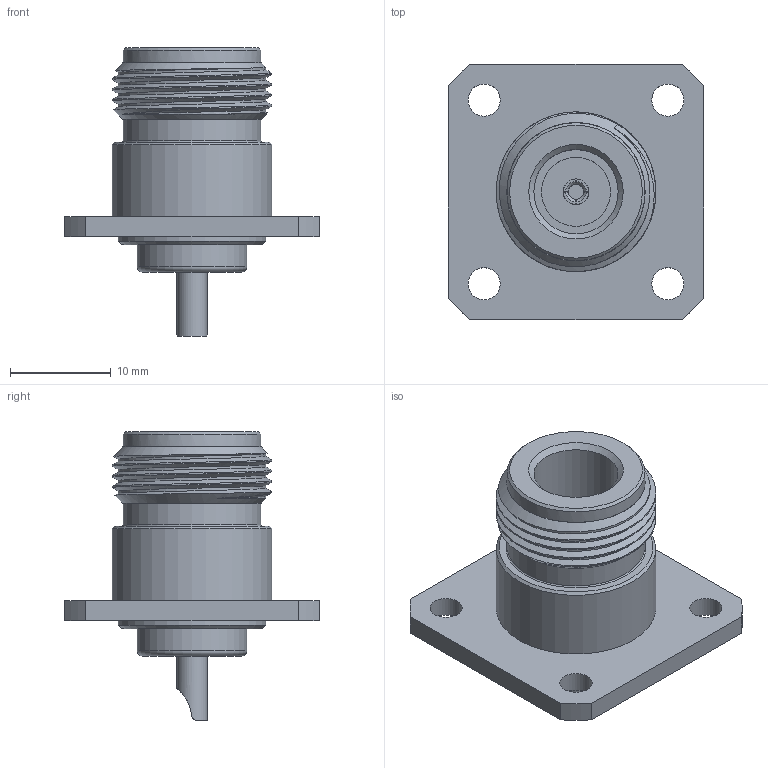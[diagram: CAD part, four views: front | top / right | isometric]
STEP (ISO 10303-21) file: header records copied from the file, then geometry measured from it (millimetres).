
FILE_DESCRIPTION (( 'STEP AP203' ), '1' );
FILE_NAME ('SC9238_3D.step', '2021-01-14T17:18:24', ( '' ), ( '' ), 'SwSTEP 2.0', 'SolidWorks 2018', '' );
FILE_SCHEMA (( 'CONFIG_CONTROL_DESIGN' ));
Length unit declared in the file: inch
Products named in the file (1): SC9238_3D
Bounding box: 25.4 x 25.4 x 28.7 mm (x, y, z)
Volume: 4066.1 mm3; surface area: 2992.2 mm2
Topology: 1 solids, 1 shells, 76 faces, 186 edges, 122 vertices
Faces by surface type: cylinder 31, plane 29, cone 11, bspline 3, torus 2
Full cylindrical faces by diameter (mm): 1.524 x1, 2.413 x1, 2.54 x1, 2.997 x1, 3.2 x4, 6.858 x1, 8.382 x1, 10.897 x1, 13.716 x2, 14.707 x1, 15.875 x1
Entity records: 4242 total; most frequent: CARTESIAN_POINT 2596, ORIENTED_EDGE 308, DIRECTION 302, EDGE_CURVE 154, AXIS2_PLACEMENT_3D 131, EDGE_LOOP 116, VERTEX_POINT 114, FACE_OUTER_BOUND 92
